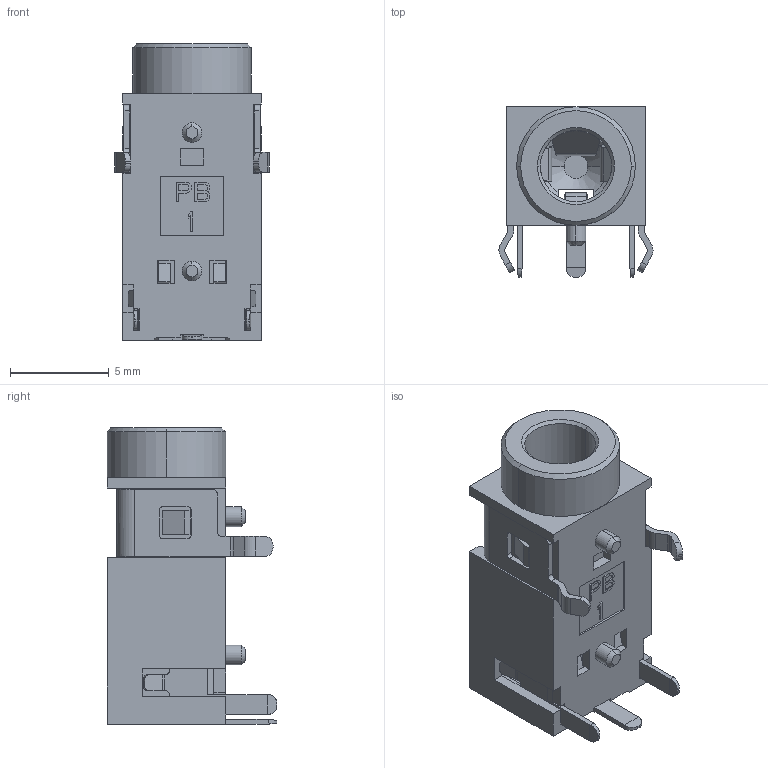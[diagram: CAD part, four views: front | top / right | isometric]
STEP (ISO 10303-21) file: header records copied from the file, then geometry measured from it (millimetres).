
FILE_DESCRIPTION (( 'STEP AP214' ), '1' );
FILE_NAME ('Same_Sky_SJ3-35044A.step', '2024-10-01T21:03:57', ( '' ), ( '' ), 'SwSTEP 2.0', 'SolidWorks 2024', '' );
FILE_SCHEMA (( 'AUTOMOTIVE_DESIGN' ));
Length unit declared in the file: inch
Products named in the file (1): Same_Sky_SJ3-35044A
Bounding box: 7.8 x 8.6 x 15 mm (x, y, z)
Volume: 352.8 mm3; surface area: 1219 mm2
Topology: 5 solids, 5 shells, 611 faces, 1686 edges, 1091 vertices
Faces by surface type: plane 422, cylinder 146, bspline 18, cone 13, torus 12
Entity records: 20140 total; most frequent: CARTESIAN_POINT 4448, ORIENTED_EDGE 3372, DIRECTION 3088, EDGE_CURVE 1686, LINE 1302, VECTOR 1302, VERTEX_POINT 1091, AXIS2_PLACEMENT_3D 893
